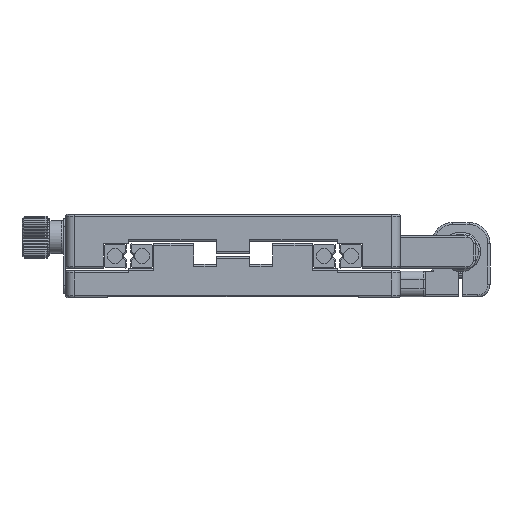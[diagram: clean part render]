
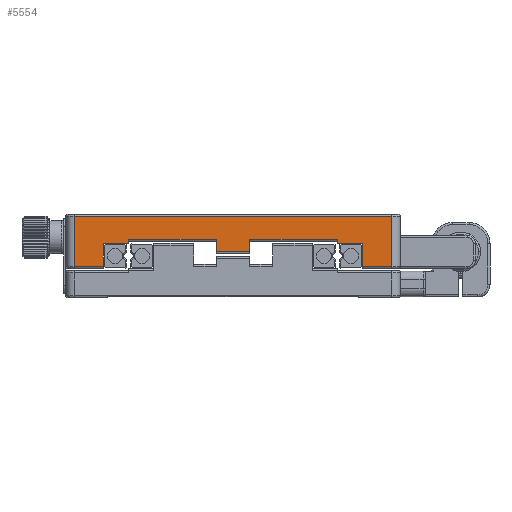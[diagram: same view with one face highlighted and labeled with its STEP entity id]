
A CAD part, front view. The second image highlights one B-rep face of the part: STEP entity #5554.
In plain terms, the highlighted planar face has unit normal (0, -1, 0).
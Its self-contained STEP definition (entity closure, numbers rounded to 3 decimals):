
#57 = CARTESIAN_POINT ( 'NONE',  ( 31., -40., 13. ) ) ;
#110 = VERTEX_POINT ( 'NONE', #13190 ) ;
#186 = LINE ( 'NONE', #24174, #6833 ) ;
#660 = LINE ( 'NONE', #8664, #13086 ) ;
#725 = VECTOR ( 'NONE', #28327, 1000. ) ;
#830 = EDGE_CURVE ( 'NONE', #8494, #14963, #19034, .T. ) ;
#1271 = EDGE_LOOP ( 'NONE', ( #14873, #2047, #1280, #19870, #8229, #23651, #26000, #5543, #22757, #2211, #16169, #13328, #4941, #5996, #5898, #3154 ) ) ;
#1273 = VECTOR ( 'NONE', #7494, 1000. ) ;
#1280 = ORIENTED_EDGE ( 'NONE', *, *, #21573, .F. ) ;
#1543 = CARTESIAN_POINT ( 'NONE',  ( -4., -40., 14. ) ) ;
#1544 = EDGE_CURVE ( 'NONE', #8069, #27226, #15536, .T. ) ;
#1558 = EDGE_CURVE ( 'NONE', #110, #28980, #15552, .T. ) ;
#1646 = DIRECTION ( 'NONE',  ( 0., 0., 1. ) ) ;
#2047 = ORIENTED_EDGE ( 'NONE', *, *, #14720, .T. ) ;
#2211 = ORIENTED_EDGE ( 'NONE', *, *, #24164, .T. ) ;
#2284 = DIRECTION ( 'NONE',  ( 1., 0., 0. ) ) ;
#2331 = DIRECTION ( 'NONE',  ( 0., 0., -1. ) ) ;
#2531 = CARTESIAN_POINT ( 'NONE',  ( -31., -40., 7.5 ) ) ;
#2902 = EDGE_CURVE ( 'NONE', #4054, #4722, #24873, .T. ) ;
#3122 = PLANE ( 'NONE',  #21510 ) ;
#3154 = ORIENTED_EDGE ( 'NONE', *, *, #1558, .T. ) ;
#3466 = LINE ( 'NONE', #23676, #15159 ) ;
#3669 = LINE ( 'NONE', #17267, #19595 ) ;
#3829 = DIRECTION ( 'NONE',  ( 0., 0., -1. ) ) ;
#3902 = LINE ( 'NONE', #1543, #18098 ) ;
#4054 = VERTEX_POINT ( 'NONE', #10303 ) ;
#4136 = CARTESIAN_POINT ( 'NONE',  ( -31., -40., 7.5 ) ) ;
#4692 = LINE ( 'NONE', #24503, #22154 ) ;
#4722 = VERTEX_POINT ( 'NONE', #9583 ) ;
#4902 = EDGE_CURVE ( 'NONE', #8494, #5122, #3669, .T. ) ;
#4941 = ORIENTED_EDGE ( 'NONE', *, *, #6400, .T. ) ;
#5122 = VERTEX_POINT ( 'NONE', #23668 ) ;
#5543 = ORIENTED_EDGE ( 'NONE', *, *, #4902, .T. ) ;
#5547 = CARTESIAN_POINT ( 'NONE',  ( -4., -40., 11. ) ) ;
#5554 = ADVANCED_FACE ( 'NONE', ( #8297 ), #3122, .F. ) ;
#5614 = VECTOR ( 'NONE', #11902, 1000. ) ;
#5898 = ORIENTED_EDGE ( 'NONE', *, *, #20755, .T. ) ;
#5996 = ORIENTED_EDGE ( 'NONE', *, *, #26660, .T. ) ;
#6400 = EDGE_CURVE ( 'NONE', #8069, #11407, #3466, .T. ) ;
#6579 = LINE ( 'NONE', #18753, #17956 ) ;
#6833 = VECTOR ( 'NONE', #16608, 1000. ) ;
#7240 = DIRECTION ( 'NONE',  ( 0., 0., -1. ) ) ;
#7494 = DIRECTION ( 'NONE',  ( 0., 0., -1. ) ) ;
#7578 = EDGE_CURVE ( 'NONE', #4722, #21953, #16065, .T. ) ;
#8069 = VERTEX_POINT ( 'NONE', #16109 ) ;
#8116 = EDGE_CURVE ( 'NONE', #21649, #27226, #660, .T. ) ;
#8229 = ORIENTED_EDGE ( 'NONE', *, *, #2902, .F. ) ;
#8297 = FACE_OUTER_BOUND ( 'NONE', #1271, .T. ) ;
#8485 = CARTESIAN_POINT ( 'NONE',  ( -31., -40., 13. ) ) ;
#8494 = VERTEX_POINT ( 'NONE', #5547 ) ;
#8504 = VERTEX_POINT ( 'NONE', #23864 ) ;
#8664 = CARTESIAN_POINT ( 'NONE',  ( 25., -40., 94.248 ) ) ;
#9232 = DIRECTION ( 'NONE',  ( 0., 1., 0. ) ) ;
#9400 = VECTOR ( 'NONE', #2331, 1000. ) ;
#9429 = LINE ( 'NONE', #8485, #9400 ) ;
#9583 = CARTESIAN_POINT ( 'NONE',  ( -25., -40., 13. ) ) ;
#10247 = CARTESIAN_POINT ( 'NONE',  ( 25., -40., 13. ) ) ;
#10303 = CARTESIAN_POINT ( 'NONE',  ( -25., -40., 14. ) ) ;
#10908 = DIRECTION ( 'NONE',  ( -1., 0., 0. ) ) ;
#11060 = CARTESIAN_POINT ( 'NONE',  ( -4., -40., 13.5 ) ) ;
#11407 = VERTEX_POINT ( 'NONE', #21796 ) ;
#11701 = EDGE_CURVE ( 'NONE', #23294, #5122, #25081, .T. ) ;
#11815 = VECTOR ( 'NONE', #1646, 1000. ) ;
#11902 = DIRECTION ( 'NONE',  ( 0., 0., -1. ) ) ;
#12355 = CARTESIAN_POINT ( 'NONE',  ( 4., -40., 13.5 ) ) ;
#13086 = VECTOR ( 'NONE', #7240, 1000. ) ;
#13160 = CARTESIAN_POINT ( 'NONE',  ( 25., -40., 14. ) ) ;
#13164 = VERTEX_POINT ( 'NONE', #18142 ) ;
#13190 = CARTESIAN_POINT ( 'NONE',  ( 38., -40., 19.5 ) ) ;
#13328 = ORIENTED_EDGE ( 'NONE', *, *, #1544, .F. ) ;
#14443 = VECTOR ( 'NONE', #16484, 1000. ) ;
#14720 = EDGE_CURVE ( 'NONE', #13164, #15572, #21495, .T. ) ;
#14873 = ORIENTED_EDGE ( 'NONE', *, *, #21748, .T. ) ;
#14963 = VERTEX_POINT ( 'NONE', #21595 ) ;
#15113 = DIRECTION ( 'NONE',  ( 1., 0., 0. ) ) ;
#15159 = VECTOR ( 'NONE', #17348, 1000. ) ;
#15536 = LINE ( 'NONE', #57, #14443 ) ;
#15552 = LINE ( 'NONE', #26423, #23104 ) ;
#15572 = VERTEX_POINT ( 'NONE', #2531 ) ;
#15851 = DIRECTION ( 'NONE',  ( 1., 0., 0. ) ) ;
#15898 = CARTESIAN_POINT ( 'NONE',  ( -25., -40., 94.248 ) ) ;
#16044 = CARTESIAN_POINT ( 'NONE',  ( -19., -40., 13. ) ) ;
#16065 = LINE ( 'NONE', #16044, #725 ) ;
#16109 = CARTESIAN_POINT ( 'NONE',  ( 31., -40., 13. ) ) ;
#16169 = ORIENTED_EDGE ( 'NONE', *, *, #8116, .T. ) ;
#16484 = DIRECTION ( 'NONE',  ( -1., 0., 0. ) ) ;
#16608 = DIRECTION ( 'NONE',  ( 1., 0., 0. ) ) ;
#16999 = EDGE_CURVE ( 'NONE', #4054, #14963, #3902, .T. ) ;
#17267 = CARTESIAN_POINT ( 'NONE',  ( 4., -40., 11. ) ) ;
#17348 = DIRECTION ( 'NONE',  ( 0., 0., -1. ) ) ;
#17956 = VECTOR ( 'NONE', #2284, 1000. ) ;
#18098 = VECTOR ( 'NONE', #15113, 1000. ) ;
#18142 = CARTESIAN_POINT ( 'NONE',  ( -38., -40., 7.5 ) ) ;
#18224 = VECTOR ( 'NONE', #27175, 1000. ) ;
#18753 = CARTESIAN_POINT ( 'NONE',  ( 25., -40., 14. ) ) ;
#19034 = LINE ( 'NONE', #11060, #11815 ) ;
#19126 = CARTESIAN_POINT ( 'NONE',  ( 38., -40., 7. ) ) ;
#19154 = LINE ( 'NONE', #19126, #22664 ) ;
#19595 = VECTOR ( 'NONE', #15851, 1000. ) ;
#19870 = ORIENTED_EDGE ( 'NONE', *, *, #7578, .F. ) ;
#20644 = CARTESIAN_POINT ( 'NONE',  ( -38., -40., 19.5 ) ) ;
#20755 = EDGE_CURVE ( 'NONE', #8504, #110, #19154, .T. ) ;
#21495 = LINE ( 'NONE', #4136, #18224 ) ;
#21510 = AXIS2_PLACEMENT_3D ( 'NONE', #21869, #9232, #25675 ) ;
#21573 = EDGE_CURVE ( 'NONE', #21953, #15572, #9429, .T. ) ;
#21595 = CARTESIAN_POINT ( 'NONE',  ( -4., -40., 14. ) ) ;
#21649 = VERTEX_POINT ( 'NONE', #13160 ) ;
#21748 = EDGE_CURVE ( 'NONE', #28980, #13164, #4692, .T. ) ;
#21796 = CARTESIAN_POINT ( 'NONE',  ( 31., -40., 7.5 ) ) ;
#21869 = CARTESIAN_POINT ( 'NONE',  ( 40., -40., 7. ) ) ;
#21953 = VERTEX_POINT ( 'NONE', #27358 ) ;
#22154 = VECTOR ( 'NONE', #3829, 1000. ) ;
#22664 = VECTOR ( 'NONE', #26213, 1000. ) ;
#22757 = ORIENTED_EDGE ( 'NONE', *, *, #11701, .F. ) ;
#23104 = VECTOR ( 'NONE', #10908, 1000. ) ;
#23294 = VERTEX_POINT ( 'NONE', #26154 ) ;
#23651 = ORIENTED_EDGE ( 'NONE', *, *, #16999, .T. ) ;
#23668 = CARTESIAN_POINT ( 'NONE',  ( 4., -40., 11. ) ) ;
#23676 = CARTESIAN_POINT ( 'NONE',  ( 31., -40., 13. ) ) ;
#23864 = CARTESIAN_POINT ( 'NONE',  ( 38., -40., 7.5 ) ) ;
#24164 = EDGE_CURVE ( 'NONE', #23294, #21649, #6579, .T. ) ;
#24174 = CARTESIAN_POINT ( 'NONE',  ( 38., -40., 7.5 ) ) ;
#24503 = CARTESIAN_POINT ( 'NONE',  ( -38., -40., 7. ) ) ;
#24873 = LINE ( 'NONE', #15898, #1273 ) ;
#25081 = LINE ( 'NONE', #12355, #5614 ) ;
#25675 = DIRECTION ( 'NONE',  ( 0., 0., -1. ) ) ;
#26000 = ORIENTED_EDGE ( 'NONE', *, *, #830, .F. ) ;
#26154 = CARTESIAN_POINT ( 'NONE',  ( 4., -40., 14. ) ) ;
#26213 = DIRECTION ( 'NONE',  ( 0., 0., 1. ) ) ;
#26423 = CARTESIAN_POINT ( 'NONE',  ( 40., -40., 19.5 ) ) ;
#26660 = EDGE_CURVE ( 'NONE', #11407, #8504, #186, .T. ) ;
#27175 = DIRECTION ( 'NONE',  ( 1., 0., 0. ) ) ;
#27226 = VERTEX_POINT ( 'NONE', #10247 ) ;
#27358 = CARTESIAN_POINT ( 'NONE',  ( -31., -40., 13. ) ) ;
#28327 = DIRECTION ( 'NONE',  ( -1., 0., 0. ) ) ;
#28980 = VERTEX_POINT ( 'NONE', #20644 ) ;
